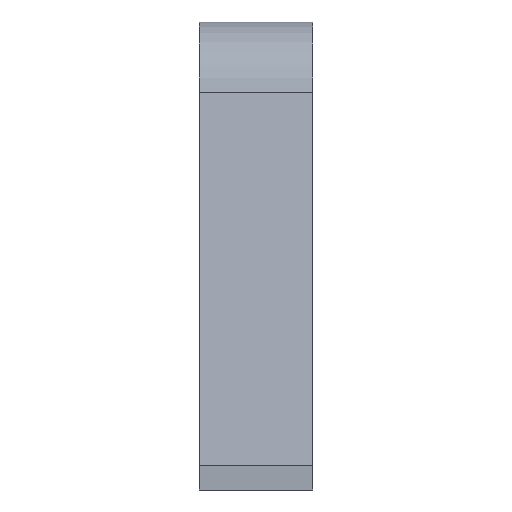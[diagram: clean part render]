
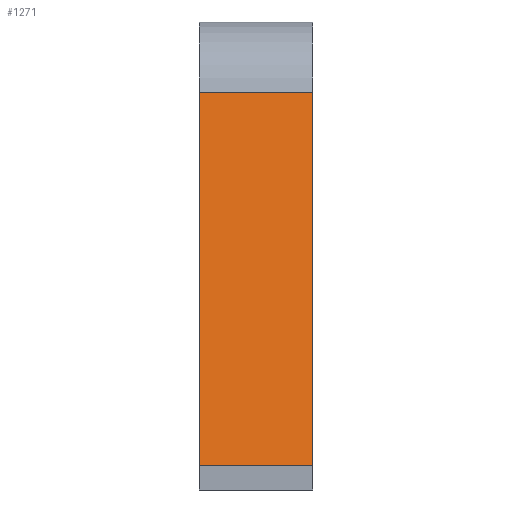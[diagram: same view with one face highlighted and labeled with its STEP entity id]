
A CAD part, front view. The second image highlights one B-rep face of the part: STEP entity #1271.
In plain terms, the highlighted planar face has unit normal (0, -0.985, 0.174).
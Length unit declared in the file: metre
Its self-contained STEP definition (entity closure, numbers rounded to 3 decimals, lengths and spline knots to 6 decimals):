
#56=LINE('',#1909,#162);
#93=LINE('',#2073,#199);
#105=LINE('',#2118,#211);
#107=LINE('',#2136,#213);
#162=VECTOR('',#1513,1.);
#199=VECTOR('',#1642,1.);
#211=VECTOR('',#1680,1.);
#213=VECTOR('',#1700,1.);
#395=ORIENTED_EDGE('',*,*,#749,.T.);
#396=ORIENTED_EDGE('',*,*,#636,.F.);
#397=ORIENTED_EDGE('',*,*,#740,.F.);
#398=ORIENTED_EDGE('',*,*,#718,.T.);
#636=EDGE_CURVE('',#816,#817,#56,.T.);
#718=EDGE_CURVE('',#898,#899,#93,.T.);
#740=EDGE_CURVE('',#898,#816,#105,.T.);
#749=EDGE_CURVE('',#899,#817,#107,.T.);
#816=VERTEX_POINT('',#1908);
#817=VERTEX_POINT('',#1910);
#898=VERTEX_POINT('',#2074);
#899=VERTEX_POINT('',#2075);
#1043=EDGE_LOOP('',(#395,#396,#397,#398));
#1159=FACE_BOUND('',#1043,.T.);
#1239=PLANE('',#1421);
#1271=ADVANCED_FACE('',(#1159),#1239,.T.);
#1421=AXIS2_PLACEMENT_3D('',#2135,#1698,#1699);
#1513=DIRECTION('',(0.,-0.174,-0.985));
#1642=DIRECTION('',(0.,-0.174,-0.985));
#1680=DIRECTION('',(1.,0.,0.));
#1698=DIRECTION('',(0.,-0.985,0.174));
#1699=DIRECTION('',(0.,-0.174,-0.985));
#1700=DIRECTION('',(1.,0.,0.));
#1908=CARTESIAN_POINT('',(0.04635,-0.17832,0.14202));
#1909=CARTESIAN_POINT('',(0.04635,-0.18849,0.084345));
#1910=CARTESIAN_POINT('',(0.04635,-0.19866,0.02667));
#2073=CARTESIAN_POINT('',(0.01135,-0.18849,0.084345));
#2074=CARTESIAN_POINT('',(0.01135,-0.17832,0.14202));
#2075=CARTESIAN_POINT('',(0.01135,-0.19866,0.02667));
#2118=CARTESIAN_POINT('',(0.01135,-0.17832,0.14202));
#2135=CARTESIAN_POINT('',(0.01135,-0.18849,0.084345));
#2136=CARTESIAN_POINT('',(0.01135,-0.19866,0.02667));
